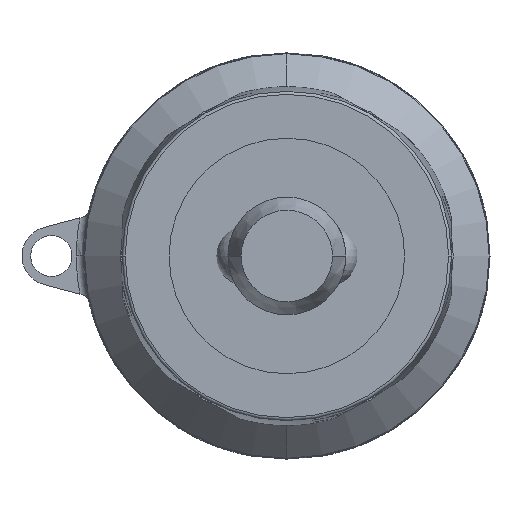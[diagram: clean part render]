
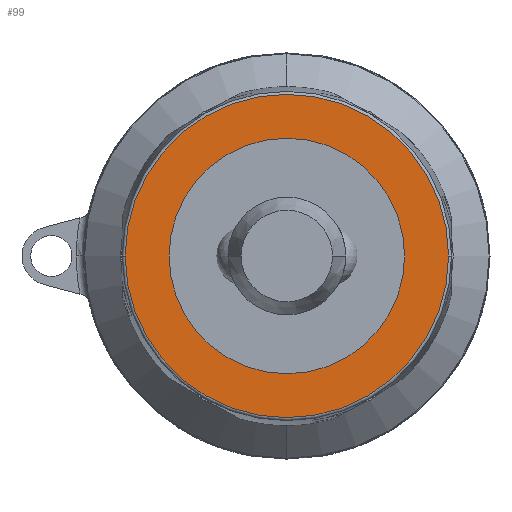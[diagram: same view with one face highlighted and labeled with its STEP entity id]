
A CAD part, left-side view. The second image highlights one B-rep face of the part: STEP entity #99.
In plain terms, the highlighted planar face has unit normal (-1, 0, 0).
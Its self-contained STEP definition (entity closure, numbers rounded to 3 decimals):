
#99=ADVANCED_FACE('',(#253,#254),#255,.T.);
#253=FACE_BOUND('',#440,.T.);
#254=FACE_OUTER_BOUND('',#441,.T.);
#255=PLANE('',#442);
#440=EDGE_LOOP('',(#931,#932));
#441=EDGE_LOOP('',(#933,#934,#935));
#442=AXIS2_PLACEMENT_3D('',#936,#937,#938);
#931=ORIENTED_EDGE('',*,*,#1152,.T.);
#932=ORIENTED_EDGE('',*,*,#1304,.T.);
#933=ORIENTED_EDGE('',*,*,#1211,.F.);
#934=ORIENTED_EDGE('',*,*,#1210,.F.);
#935=ORIENTED_EDGE('',*,*,#1303,.F.);
#936=CARTESIAN_POINT('',(0.5,0.,-9.585));
#937=DIRECTION('',(-1.0,0.0,0.0));
#938=DIRECTION('',(0.0,1.0,0.));
#1152=EDGE_CURVE('',#1357,#1361,#1363,.T.);
#1210=EDGE_CURVE('',#1475,#1478,#1479,.T.);
#1211=EDGE_CURVE('',#1478,#1480,#1481,.T.);
#1303=EDGE_CURVE('',#1480,#1475,#1615,.T.);
#1304=EDGE_CURVE('',#1361,#1357,#1616,.T.);
#1357=VERTEX_POINT('',#1738);
#1361=VERTEX_POINT('',#1743);
#1363=CIRCLE('',#1746,8.0);
#1475=VERTEX_POINT('',#2274);
#1478=VERTEX_POINT('',#2277);
#1479=CIRCLE('',#2278,10.983);
#1480=VERTEX_POINT('',#2279);
#1481=CIRCLE('',#2280,10.983);
#1615=CIRCLE('',#2785,10.983);
#1616=CIRCLE('',#2786,8.0);
#1738=CARTESIAN_POINT('',(0.5,0.,-8.0));
#1743=CARTESIAN_POINT('',(0.5,0.,8.0));
#1746=AXIS2_PLACEMENT_3D('',#2843,#2844,#2845);
#2274=CARTESIAN_POINT('',(0.5,-10.983,0.));
#2277=CARTESIAN_POINT('',(0.5,0.,-10.983));
#2278=AXIS2_PLACEMENT_3D('',#2943,#2944,#2945);
#2279=CARTESIAN_POINT('',(0.5,10.983,0.));
#2280=AXIS2_PLACEMENT_3D('',#2946,#2947,#2948);
#2785=AXIS2_PLACEMENT_3D('',#3099,#3100,#3101);
#2786=AXIS2_PLACEMENT_3D('',#3102,#3103,#3104);
#2843=CARTESIAN_POINT('',(0.5,0.0,0.0));
#2844=DIRECTION('',(1.0,0.0,0.0));
#2845=DIRECTION('',(0.0,0.,-1.0));
#2943=CARTESIAN_POINT('',(0.5,0.0,0.0));
#2944=DIRECTION('',(1.0,0.0,-0.0));
#2945=DIRECTION('',(0.0,0.,1.0));
#2946=CARTESIAN_POINT('',(0.5,0.0,0.0));
#2947=DIRECTION('',(1.0,0.0,-0.0));
#2948=DIRECTION('',(0.0,0.,1.0));
#3099=CARTESIAN_POINT('',(0.5,0.0,0.0));
#3100=DIRECTION('',(1.0,0.0,-0.0));
#3101=DIRECTION('',(0.0,0.,1.0));
#3102=CARTESIAN_POINT('',(0.5,0.0,0.0));
#3103=DIRECTION('',(1.0,0.0,0.0));
#3104=DIRECTION('',(0.0,0.,-1.0));
